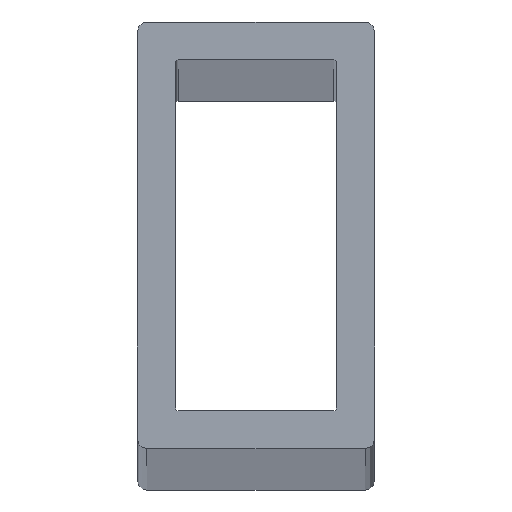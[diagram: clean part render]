
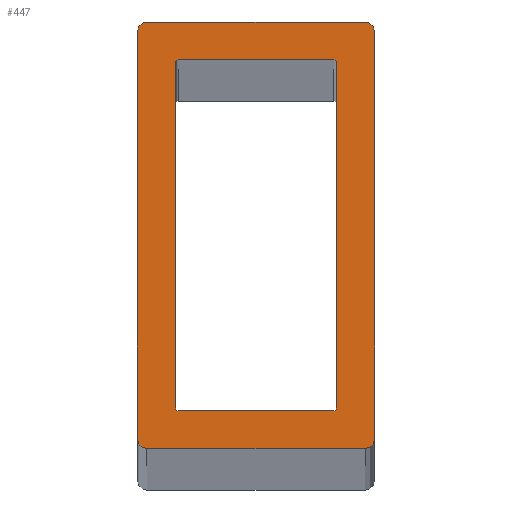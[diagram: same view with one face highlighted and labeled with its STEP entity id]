
A CAD part, top view. The second image highlights one B-rep face of the part: STEP entity #447.
In plain terms, the highlighted planar face has unit normal (0, 0, 1).
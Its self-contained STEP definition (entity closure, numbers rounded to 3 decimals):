
#5 = AXIS2_PLACEMENT_3D ( 'NONE', #345, #343, #340 ) ;
#17 = AXIS2_PLACEMENT_3D ( 'NONE', #361, #360, #358 ) ;
#35 = AXIS2_PLACEMENT_3D ( 'NONE', #133, #132, #130 ) ;
#40 = CARTESIAN_POINT ( 'NONE',  ( 8.5, 18.2, 1250. ) ) ;
#44 = DIRECTION ( 'NONE',  ( 0., 1., 0. ) ) ;
#45 = LINE ( 'NONE', #277, #202 ) ;
#61 = DIRECTION ( 'NONE',  ( 1., 0., 0. ) ) ;
#63 = DIRECTION ( 'NONE',  ( 0., 0., 1. ) ) ;
#64 = EDGE_LOOP ( 'NONE', ( #635, #348, #630, #161, #432, #284, #152, #260 ) ) ;
#67 = CARTESIAN_POINT ( 'NONE',  ( 8.2, 18.2, 1250. ) ) ;
#72 = VECTOR ( 'NONE', #527, 1000. ) ;
#82 = EDGE_CURVE ( 'NONE', #648, #84, #400, .T. ) ;
#84 = VERTEX_POINT ( 'NONE', #547 ) ;
#89 = CARTESIAN_POINT ( 'NONE',  ( 8.2, 18.5, 1250. ) ) ;
#95 = LINE ( 'NONE', #148, #504 ) ;
#98 = EDGE_CURVE ( 'NONE', #177, #562, #296, .T. ) ;
#99 = DIRECTION ( 'NONE',  ( 1., 0., 0. ) ) ;
#100 = DIRECTION ( 'NONE',  ( 1., 0., 0. ) ) ;
#102 = DIRECTION ( 'NONE',  ( 0., 0., 1. ) ) ;
#111 = CARTESIAN_POINT ( 'NONE',  ( -11.5, 21.5, 1250. ) ) ;
#119 = VERTEX_POINT ( 'NONE', #493 ) ;
#124 = AXIS2_PLACEMENT_3D ( 'NONE', #367, #376, #100 ) ;
#130 = DIRECTION ( 'NONE',  ( 1., 0., 0. ) ) ;
#132 = DIRECTION ( 'NONE',  ( 0., 0., 1. ) ) ;
#133 = CARTESIAN_POINT ( 'NONE',  ( 11.5, -21.5, 1250. ) ) ;
#135 = ORIENTED_EDGE ( 'NONE', *, *, #278, .F. ) ;
#148 = CARTESIAN_POINT ( 'NONE',  ( -8.2, 18.5, 1250. ) ) ;
#149 = DIRECTION ( 'NONE',  ( 0., 0., -1. ) ) ;
#151 = PLANE ( 'NONE',  #622 ) ;
#152 = ORIENTED_EDGE ( 'NONE', *, *, #452, .T. ) ;
#155 = DIRECTION ( 'NONE',  ( -1., 0., 0. ) ) ;
#158 = CARTESIAN_POINT ( 'NONE',  ( 11.5, 21.5, 1250. ) ) ;
#161 = ORIENTED_EDGE ( 'NONE', *, *, #646, .T. ) ;
#163 = LINE ( 'NONE', #368, #250 ) ;
#164 = LINE ( 'NONE', #217, #544 ) ;
#169 = VECTOR ( 'NONE', #44, 1000. ) ;
#171 = AXIS2_PLACEMENT_3D ( 'NONE', #67, #63, #61 ) ;
#174 = CARTESIAN_POINT ( 'NONE',  ( 11.5, 22.5, 1250. ) ) ;
#175 = CARTESIAN_POINT ( 'NONE',  ( 8.2, -18.5, 1250. ) ) ;
#177 = VERTEX_POINT ( 'NONE', #458 ) ;
#178 = VERTEX_POINT ( 'NONE', #456 ) ;
#193 = CARTESIAN_POINT ( 'NONE',  ( -12.5, 21.5, 1250. ) ) ;
#194 = DIRECTION ( 'NONE',  ( 1., 0., 0. ) ) ;
#200 = VERTEX_POINT ( 'NONE', #421 ) ;
#202 = VECTOR ( 'NONE', #298, 1000. ) ;
#209 = DIRECTION ( 'NONE',  ( -1., 0., 0. ) ) ;
#210 = VERTEX_POINT ( 'NONE', #401 ) ;
#217 = CARTESIAN_POINT ( 'NONE',  ( -11.5, 22.5, 1250. ) ) ;
#229 = EDGE_CURVE ( 'NONE', #275, #603, #329, .T. ) ;
#233 = AXIS2_PLACEMENT_3D ( 'NONE', #111, #102, #99 ) ;
#236 = FACE_OUTER_BOUND ( 'NONE', #64, .T. ) ;
#244 = EDGE_CURVE ( 'NONE', #178, #648, #480, .T. ) ;
#250 = VECTOR ( 'NONE', #593, 1000. ) ;
#260 = ORIENTED_EDGE ( 'NONE', *, *, #325, .T. ) ;
#268 = CIRCLE ( 'NONE', #35, 1. ) ;
#273 = CARTESIAN_POINT ( 'NONE',  ( 12.5, -21.5, 1250. ) ) ;
#274 = ORIENTED_EDGE ( 'NONE', *, *, #98, .F. ) ;
#275 = VERTEX_POINT ( 'NONE', #315 ) ;
#277 = CARTESIAN_POINT ( 'NONE',  ( 12.5, 21.5, 1250. ) ) ;
#278 = EDGE_CURVE ( 'NONE', #562, #119, #550, .T. ) ;
#284 = ORIENTED_EDGE ( 'NONE', *, *, #82, .T. ) ;
#285 = DIRECTION ( 'NONE',  ( -1., 0., 0. ) ) ;
#288 = DIRECTION ( 'NONE',  ( 0., 0., 1. ) ) ;
#290 = CARTESIAN_POINT ( 'NONE',  ( -8.2, -18.2, 1250. ) ) ;
#296 = LINE ( 'NONE', #532, #72 ) ;
#298 = DIRECTION ( 'NONE',  ( 0., 1., 0. ) ) ;
#315 = CARTESIAN_POINT ( 'NONE',  ( 12.5, 21.5, 1250. ) ) ;
#325 = EDGE_CURVE ( 'NONE', #334, #275, #45, .T. ) ;
#329 = CIRCLE ( 'NONE', #17, 1. ) ;
#334 = VERTEX_POINT ( 'NONE', #273 ) ;
#340 = DIRECTION ( 'NONE',  ( 1., 0., 0. ) ) ;
#343 = DIRECTION ( 'NONE',  ( 0., 0., 1. ) ) ;
#345 = CARTESIAN_POINT ( 'NONE',  ( -11.5, -21.5, 1250. ) ) ;
#348 = ORIENTED_EDGE ( 'NONE', *, *, #391, .T. ) ;
#352 = CARTESIAN_POINT ( 'NONE',  ( -8.2, -18.5, 1250. ) ) ;
#354 = ORIENTED_EDGE ( 'NONE', *, *, #450, .F. ) ;
#358 = DIRECTION ( 'NONE',  ( -1., 0., 0. ) ) ;
#360 = DIRECTION ( 'NONE',  ( 0., 0., 1. ) ) ;
#361 = CARTESIAN_POINT ( 'NONE',  ( 11.5, 21.5, 1250. ) ) ;
#367 = CARTESIAN_POINT ( 'NONE',  ( 8.2, -18.2, 1250. ) ) ;
#368 = CARTESIAN_POINT ( 'NONE',  ( -12.5, 21.5, 1250. ) ) ;
#376 = DIRECTION ( 'NONE',  ( 0., 0., 1. ) ) ;
#377 = VECTOR ( 'NONE', #194, 1000. ) ;
#385 = VERTEX_POINT ( 'NONE', #193 ) ;
#388 = FACE_BOUND ( 'NONE', #651, .T. ) ;
#391 = EDGE_CURVE ( 'NONE', #603, #200, #164, .T. ) ;
#400 = LINE ( 'NONE', #540, #652 ) ;
#401 = CARTESIAN_POINT ( 'NONE',  ( -8.2, 18.5, 1250. ) ) ;
#403 = AXIS2_PLACEMENT_3D ( 'NONE', #632, #590, #414 ) ;
#406 = LINE ( 'NONE', #352, #377 ) ;
#414 = DIRECTION ( 'NONE',  ( -1., 0., 0. ) ) ;
#421 = CARTESIAN_POINT ( 'NONE',  ( -11.5, 22.5, 1250. ) ) ;
#431 = CARTESIAN_POINT ( 'NONE',  ( -8.5, -18.2, 1250. ) ) ;
#432 = ORIENTED_EDGE ( 'NONE', *, *, #244, .T. ) ;
#434 = ORIENTED_EDGE ( 'NONE', *, *, #596, .F. ) ;
#447 = ADVANCED_FACE ( 'NONE', ( #236, #388 ), #151, .F. ) ;
#450 = EDGE_CURVE ( 'NONE', #496, #210, #95, .T. ) ;
#452 = EDGE_CURVE ( 'NONE', #84, #334, #268, .T. ) ;
#456 = CARTESIAN_POINT ( 'NONE',  ( -12.5, -21.5, 1250. ) ) ;
#458 = CARTESIAN_POINT ( 'NONE',  ( -8.5, 18.2, 1250. ) ) ;
#468 = EDGE_CURVE ( 'NONE', #200, #385, #517, .T. ) ;
#474 = ORIENTED_EDGE ( 'NONE', *, *, #525, .F. ) ;
#476 = AXIS2_PLACEMENT_3D ( 'NONE', #290, #288, #285 ) ;
#480 = CIRCLE ( 'NONE', #5, 1. ) ;
#481 = ORIENTED_EDGE ( 'NONE', *, *, #560, .F. ) ;
#493 = CARTESIAN_POINT ( 'NONE',  ( -8.2, -18.5, 1250. ) ) ;
#494 = EDGE_CURVE ( 'NONE', #583, #496, #536, .T. ) ;
#496 = VERTEX_POINT ( 'NONE', #89 ) ;
#498 = CARTESIAN_POINT ( 'NONE',  ( 8.5, -18.2, 1250. ) ) ;
#504 = VECTOR ( 'NONE', #155, 1000. ) ;
#516 = CIRCLE ( 'NONE', #403, 0.3 ) ;
#517 = CIRCLE ( 'NONE', #233, 1. ) ;
#518 = CIRCLE ( 'NONE', #124, 0.3 ) ;
#525 = EDGE_CURVE ( 'NONE', #574, #583, #580, .T. ) ;
#527 = DIRECTION ( 'NONE',  ( 0., -1., 0. ) ) ;
#532 = CARTESIAN_POINT ( 'NONE',  ( -8.5, -18.2, 1250. ) ) ;
#536 = CIRCLE ( 'NONE', #171, 0.3 ) ;
#539 = DIRECTION ( 'NONE',  ( 1., 0., 0. ) ) ;
#540 = CARTESIAN_POINT ( 'NONE',  ( -11.5, -22.5, 1250. ) ) ;
#544 = VECTOR ( 'NONE', #209, 1000. ) ;
#547 = CARTESIAN_POINT ( 'NONE',  ( 11.5, -22.5, 1250. ) ) ;
#550 = CIRCLE ( 'NONE', #476, 0.3 ) ;
#560 = EDGE_CURVE ( 'NONE', #636, #574, #518, .T. ) ;
#562 = VERTEX_POINT ( 'NONE', #431 ) ;
#569 = ORIENTED_EDGE ( 'NONE', *, *, #494, .F. ) ;
#574 = VERTEX_POINT ( 'NONE', #498 ) ;
#575 = EDGE_CURVE ( 'NONE', #119, #636, #406, .T. ) ;
#580 = LINE ( 'NONE', #40, #169 ) ;
#583 = VERTEX_POINT ( 'NONE', #619 ) ;
#586 = CARTESIAN_POINT ( 'NONE',  ( -11.5, -22.5, 1250. ) ) ;
#590 = DIRECTION ( 'NONE',  ( 0., 0., 1. ) ) ;
#593 = DIRECTION ( 'NONE',  ( 0., -1., 0. ) ) ;
#596 = EDGE_CURVE ( 'NONE', #210, #177, #516, .T. ) ;
#603 = VERTEX_POINT ( 'NONE', #174 ) ;
#605 = DIRECTION ( 'NONE',  ( -1., 0., 0. ) ) ;
#619 = CARTESIAN_POINT ( 'NONE',  ( 8.5, 18.2, 1250. ) ) ;
#622 = AXIS2_PLACEMENT_3D ( 'NONE', #158, #149, #605 ) ;
#628 = ORIENTED_EDGE ( 'NONE', *, *, #575, .F. ) ;
#630 = ORIENTED_EDGE ( 'NONE', *, *, #468, .T. ) ;
#632 = CARTESIAN_POINT ( 'NONE',  ( -8.2, 18.2, 1250. ) ) ;
#635 = ORIENTED_EDGE ( 'NONE', *, *, #229, .T. ) ;
#636 = VERTEX_POINT ( 'NONE', #175 ) ;
#646 = EDGE_CURVE ( 'NONE', #385, #178, #163, .T. ) ;
#648 = VERTEX_POINT ( 'NONE', #586 ) ;
#651 = EDGE_LOOP ( 'NONE', ( #569, #474, #481, #628, #135, #274, #434, #354 ) ) ;
#652 = VECTOR ( 'NONE', #539, 1000. ) ;
